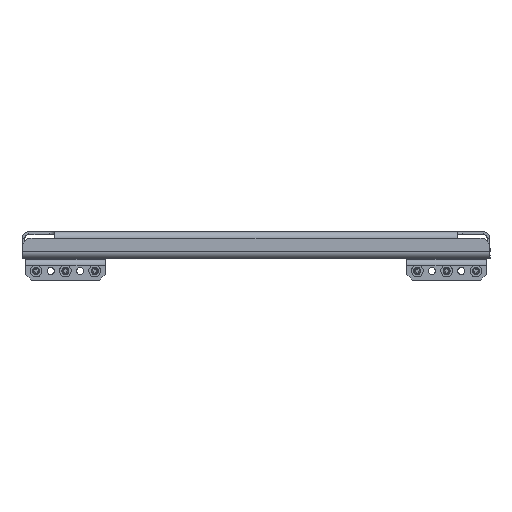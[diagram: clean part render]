
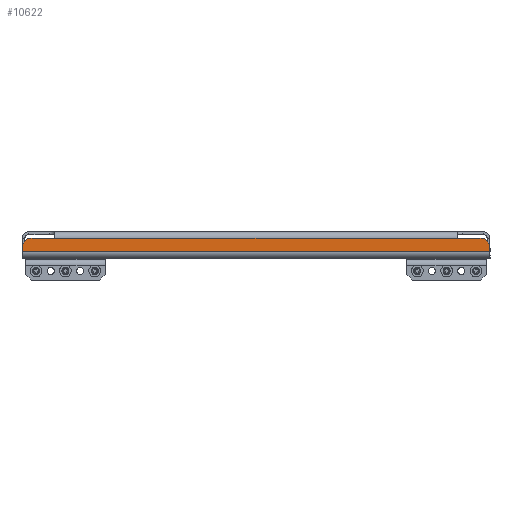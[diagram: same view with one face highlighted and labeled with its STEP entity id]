
A CAD part, left-side view. The second image highlights one B-rep face of the part: STEP entity #10622.
In plain terms, the highlighted planar face has unit normal (-1, 0, 0).
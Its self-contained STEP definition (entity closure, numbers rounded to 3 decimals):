
#113 = ORIENTED_EDGE ( 'NONE', *, *, #5756, .F. ) ;
#114 = LINE ( 'NONE', #10514, #3662 ) ;
#571 = DIRECTION ( 'NONE',  ( 0., -1., 0. ) ) ;
#619 = VERTEX_POINT ( 'NONE', #9379 ) ;
#688 = ORIENTED_EDGE ( 'NONE', *, *, #5016, .T. ) ;
#731 = VECTOR ( 'NONE', #9745, 1000. ) ;
#771 = VECTOR ( 'NONE', #571, 1000. ) ;
#954 = CARTESIAN_POINT ( 'NONE',  ( -449.5, -199.5, 0. ) ) ;
#1121 = DIRECTION ( 'NONE',  ( 0., 0., 1. ) ) ;
#1383 = CARTESIAN_POINT ( 'NONE',  ( -449.5, 199.5, 0. ) ) ;
#1587 = ORIENTED_EDGE ( 'NONE', *, *, #4750, .T. ) ;
#1751 = LINE ( 'NONE', #3639, #6093 ) ;
#2000 = VERTEX_POINT ( 'NONE', #9954 ) ;
#2037 = DIRECTION ( 'NONE',  ( 0., 0.707, 0.707 ) ) ;
#2190 = EDGE_CURVE ( 'NONE', #9288, #619, #12551, .T. ) ;
#2301 = CARTESIAN_POINT ( 'NONE',  ( -449.5, -199.5, -3.3 ) ) ;
#2373 = VERTEX_POINT ( 'NONE', #3348 ) ;
#2804 = CARTESIAN_POINT ( 'NONE',  ( -449.5, 194.5, -3.3 ) ) ;
#2892 = VECTOR ( 'NONE', #6371, 1000. ) ;
#3348 = CARTESIAN_POINT ( 'NONE',  ( -449.5, -171.5, -3.3 ) ) ;
#3470 = DIRECTION ( 'NONE',  ( 0., 0., -1. ) ) ;
#3639 = CARTESIAN_POINT ( 'NONE',  ( -449.5, 171.5, -3.3 ) ) ;
#3662 = VECTOR ( 'NONE', #4360, 1000. ) ;
#4064 = LINE ( 'NONE', #6810, #10641 ) ;
#4092 = ORIENTED_EDGE ( 'NONE', *, *, #9453, .T. ) ;
#4360 = DIRECTION ( 'NONE',  ( 0., -1., 0. ) ) ;
#4750 = EDGE_CURVE ( 'NONE', #8206, #2000, #8343, .T. ) ;
#4789 = DIRECTION ( 'NONE',  ( 0., 1., 0. ) ) ;
#5016 = EDGE_CURVE ( 'NONE', #2373, #12877, #1751, .T. ) ;
#5491 = CARTESIAN_POINT ( 'NONE',  ( -449.5, -199.5, -8.3 ) ) ;
#5534 = ORIENTED_EDGE ( 'NONE', *, *, #9808, .T. ) ;
#5756 = EDGE_CURVE ( 'NONE', #8206, #12877, #114, .T. ) ;
#5857 = DIRECTION ( 'NONE',  ( 0., -1., 0. ) ) ;
#5940 = LINE ( 'NONE', #954, #11541 ) ;
#6093 = VECTOR ( 'NONE', #4789, 1000. ) ;
#6371 = DIRECTION ( 'NONE',  ( 0., 0.707, -0.707 ) ) ;
#6375 = PLANE ( 'NONE',  #7908 ) ;
#6422 = CARTESIAN_POINT ( 'NONE',  ( -449.5, 0., 0. ) ) ;
#6810 = CARTESIAN_POINT ( 'NONE',  ( -449.5, 199.5, -14.7 ) ) ;
#7526 = VERTEX_POINT ( 'NONE', #11392 ) ;
#7684 = ORIENTED_EDGE ( 'NONE', *, *, #10664, .F. ) ;
#7908 = AXIS2_PLACEMENT_3D ( 'NONE', #6422, #9552, #3470 ) ;
#8206 = VERTEX_POINT ( 'NONE', #2804 ) ;
#8343 = LINE ( 'NONE', #11475, #2892 ) ;
#8810 = FACE_OUTER_BOUND ( 'NONE', #10396, .T. ) ;
#9288 = VERTEX_POINT ( 'NONE', #5491 ) ;
#9290 = LINE ( 'NONE', #2301, #771 ) ;
#9379 = CARTESIAN_POINT ( 'NONE',  ( -449.5, -194.5, -3.3 ) ) ;
#9453 = EDGE_CURVE ( 'NONE', #10387, #9288, #5940, .T. ) ;
#9552 = DIRECTION ( 'NONE',  ( 1., 0., 0. ) ) ;
#9721 = ORIENTED_EDGE ( 'NONE', *, *, #12099, .T. ) ;
#9745 = DIRECTION ( 'NONE',  ( 0., 0., -1. ) ) ;
#9808 = EDGE_CURVE ( 'NONE', #7526, #10387, #4064, .T. ) ;
#9831 = VECTOR ( 'NONE', #2037, 1000. ) ;
#9954 = CARTESIAN_POINT ( 'NONE',  ( -449.5, 199.5, -8.3 ) ) ;
#10175 = ORIENTED_EDGE ( 'NONE', *, *, #2190, .T. ) ;
#10387 = VERTEX_POINT ( 'NONE', #12643 ) ;
#10396 = EDGE_LOOP ( 'NONE', ( #4092, #10175, #7684, #688, #113, #1587, #9721, #5534 ) ) ;
#10514 = CARTESIAN_POINT ( 'NONE',  ( -449.5, -199.5, -3.3 ) ) ;
#10622 = ADVANCED_FACE ( 'NONE', ( #8810 ), #6375, .F. ) ;
#10641 = VECTOR ( 'NONE', #5857, 1000. ) ;
#10664 = EDGE_CURVE ( 'NONE', #2373, #619, #9290, .T. ) ;
#11392 = CARTESIAN_POINT ( 'NONE',  ( -449.5, 199.5, -14.7 ) ) ;
#11475 = CARTESIAN_POINT ( 'NONE',  ( -449.5, 194.5, -3.3 ) ) ;
#11541 = VECTOR ( 'NONE', #1121, 1000. ) ;
#11965 = LINE ( 'NONE', #1383, #731 ) ;
#12099 = EDGE_CURVE ( 'NONE', #2000, #7526, #11965, .T. ) ;
#12340 = CARTESIAN_POINT ( 'NONE',  ( -449.5, -199.5, -8.3 ) ) ;
#12551 = LINE ( 'NONE', #12340, #9831 ) ;
#12643 = CARTESIAN_POINT ( 'NONE',  ( -449.5, -199.5, -14.7 ) ) ;
#12877 = VERTEX_POINT ( 'NONE', #13073 ) ;
#13073 = CARTESIAN_POINT ( 'NONE',  ( -449.5, 171.5, -3.3 ) ) ;
